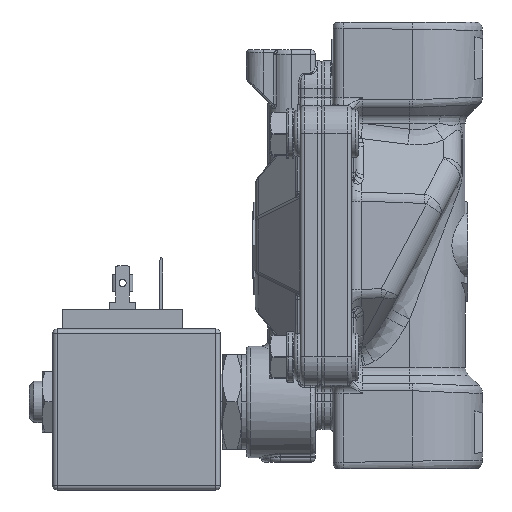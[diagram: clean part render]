
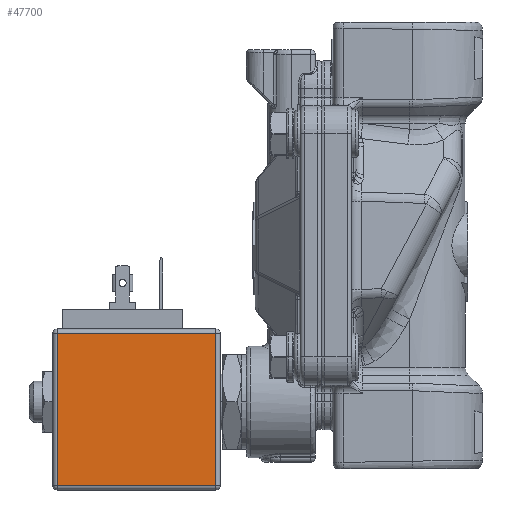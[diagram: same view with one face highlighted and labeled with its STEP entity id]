
A CAD part, left-side view. The second image highlights one B-rep face of the part: STEP entity #47700.
In plain terms, the highlighted planar face has unit normal (-1, 0, 0).
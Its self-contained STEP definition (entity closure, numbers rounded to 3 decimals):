
#13451=DIRECTION('',(0.,0.,1.));
#13452=VECTOR('',#13451,35.5);
#13453=CARTESIAN_POINT('',(-15.,45.1,-56.));
#13454=LINE('',#13453,#13452);
#13467=DIRECTION('',(0.,1.,0.));
#13468=VECTOR('',#13467,37.);
#13469=CARTESIAN_POINT('',(-15.,45.1,-20.5));
#13470=LINE('',#13469,#13468);
#13510=DIRECTION('',(0.,0.,-1.));
#13511=VECTOR('',#13510,35.5);
#13512=CARTESIAN_POINT('',(-15.,82.1,-20.5));
#13513=LINE('',#13512,#13511);
#13547=DIRECTION('',(0.,-1.,0.));
#13548=VECTOR('',#13547,37.);
#13549=CARTESIAN_POINT('',(-15.,82.1,-56.));
#13550=LINE('',#13549,#13548);
#16479=CARTESIAN_POINT('',(-15.,45.1,-20.5));
#16480=CARTESIAN_POINT('',(-15.,82.1,-20.5));
#16481=VERTEX_POINT('',#16479);
#16482=VERTEX_POINT('',#16480);
#16483=CARTESIAN_POINT('',(-15.,82.1,-56.));
#16484=VERTEX_POINT('',#16483);
#16485=CARTESIAN_POINT('',(-15.,45.1,-56.));
#16486=VERTEX_POINT('',#16485);
#47686=CARTESIAN_POINT('',(-15.,63.6,-38.25));
#47687=DIRECTION('',(1.,0.,0.));
#47688=DIRECTION('',(0.,0.,-1.));
#47689=AXIS2_PLACEMENT_3D('',#47686,#47687,#47688);
#47690=PLANE('',#47689);
#47692=ORIENTED_EDGE('',*,*,#47691,.F.);
#47693=ORIENTED_EDGE('',*,*,#47670,.F.);
#47695=ORIENTED_EDGE('',*,*,#47694,.F.);
#47697=ORIENTED_EDGE('',*,*,#47696,.F.);
#47698=EDGE_LOOP('',(#47692,#47693,#47695,#47697));
#47699=FACE_OUTER_BOUND('',#47698,.F.);
#47700=ADVANCED_FACE('',(#47699),#47690,.F.);
#47670=EDGE_CURVE('',#16486,#16481,#13454,.T.);
#47691=EDGE_CURVE('',#16481,#16482,#13470,.T.);
#47694=EDGE_CURVE('',#16484,#16486,#13550,.T.);
#47696=EDGE_CURVE('',#16482,#16484,#13513,.T.);
